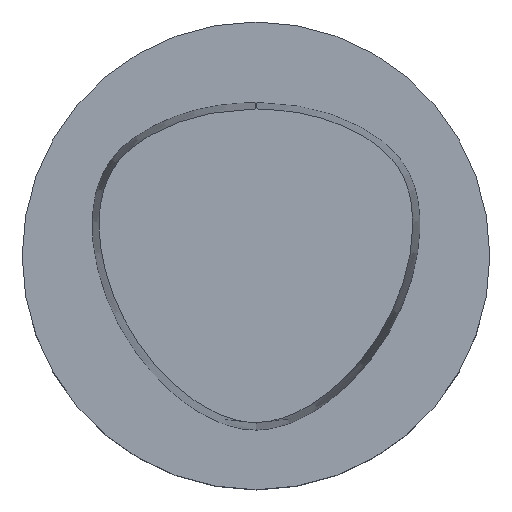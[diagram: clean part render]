
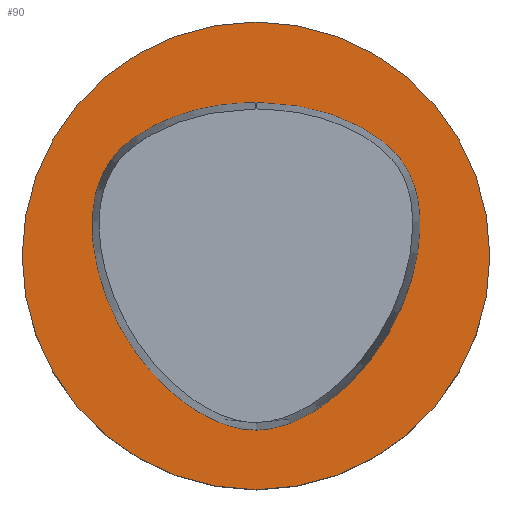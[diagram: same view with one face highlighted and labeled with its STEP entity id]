
A CAD part, top view. The second image highlights one B-rep face of the part: STEP entity #90.
In plain terms, the highlighted planar face has unit normal (0, 0, 1).
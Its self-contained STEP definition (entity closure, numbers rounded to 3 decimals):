
#90=ADVANCED_FACE('Unnamed[1]',(#217,#218),#219,.T.);
#94=EDGE_CURVE('Unnamed[1]',#206,#193,#224,.T.);
#101=EDGE_CURVE('Unnamed[1]',#234,#234,#235,.T.);
#123=EDGE_CURVE('Unnamed[1]',#269,#206,#270,.T.);
#161=EDGE_CURVE('Unnamed[1]',#193,#269,#324,.T.);
#193=VERTEX_POINT('',#351);
#206=VERTEX_POINT('',#369);
#217=FACE_BOUND('',#384,.T.);
#218=FACE_OUTER_BOUND('',#385,.T.);
#219=PLANE('',#386);
#224=CIRCLE('',#408,0.95);
#234=VERTEX_POINT('',#421);
#235=CIRCLE('',#422,31.5);
#269=VERTEX_POINT('',#531);
#270=B_SPLINE_CURVE_WITH_KNOTS('',3,(#532,#533,#534,#535,#536,#537,#538,#539,#540,#541,#542,#543,#544,#545,#546,#547,#548,#549),.UNSPECIFIED.,.F.,.F.,(4,1,1,1,1,1,1,1,1,2,1,1,1,1,4),(-6.615,-6.202,-5.788,-5.375,-4.961,-4.134,-3.308,-2.894,-2.481,-2.067,-1.654,-1.24,-0.827,-0.413,0.0),.UNSPECIFIED.);
#324=B_SPLINE_CURVE_WITH_KNOTS('',3,(#703,#704,#705,#706,#707,#708,#709,#710,#711,#712,#713,#714,#715,#716,#717,#718,#719),.UNSPECIFIED.,.F.,.F.,(4,1,1,1,1,1,1,1,1,1,1,1,1,1,4),(-13.23,-12.817,-12.403,-11.99,-11.576,-11.163,-10.956,-10.75,-10.336,-9.923,-9.096,-8.269,-7.442,-7.029,-6.615),.UNSPECIFIED.);
#351=CARTESIAN_POINT('',(0.045,20.677,0.));
#369=CARTESIAN_POINT('',(-0.045,20.677,0.));
#384=EDGE_LOOP('',(#759,#760,#761));
#385=EDGE_LOOP('',(#762));
#386=AXIS2_PLACEMENT_3D('',#763,#764,#765);
#408=AXIS2_PLACEMENT_3D('',#766,#767,#768);
#421=CARTESIAN_POINT('',(0.,31.5,0.));
#422=AXIS2_PLACEMENT_3D('',#778,#779,#780);
#531=CARTESIAN_POINT('',(0.044,-23.469,0.));
#532=CARTESIAN_POINT('',(0.044,-23.469,0.));
#533=CARTESIAN_POINT('',(-1.471,-23.477,0.));
#534=CARTESIAN_POINT('',(-4.439,-22.821,0.));
#535=CARTESIAN_POINT('',(-8.35,-20.8,0.));
#536=CARTESIAN_POINT('',(-11.745,-18.156,0.));
#537=CARTESIAN_POINT('',(-15.699,-14.041,0.));
#538=CARTESIAN_POINT('',(-19.535,-8.006,0.));
#539=CARTESIAN_POINT('',(-21.721,-1.161,0.0));
#540=CARTESIAN_POINT('',(-22.249,4.55,0.0));
#541=CARTESIAN_POINT('',(-21.665,9.002,0.0));
#542=CARTESIAN_POINT('',(-20.395,11.778,0.0));
#543=CARTESIAN_POINT('',(-18.593,14.198,0.0));
#544=CARTESIAN_POINT('',(-16.323,16.178,0.0));
#545=CARTESIAN_POINT('',(-12.508,18.252,0.));
#546=CARTESIAN_POINT('',(-8.468,19.679,0.));
#547=CARTESIAN_POINT('',(-4.23,20.488,0.));
#548=CARTESIAN_POINT('',(-1.423,20.613,0.));
#549=CARTESIAN_POINT('',(-0.045,20.677,0.));
#703=CARTESIAN_POINT('',(0.045,20.677,0.));
#704=CARTESIAN_POINT('',(1.424,20.61,0.));
#705=CARTESIAN_POINT('',(4.223,20.484,0.));
#706=CARTESIAN_POINT('',(8.472,19.689,0.));
#707=CARTESIAN_POINT('',(12.514,18.243,0.0));
#708=CARTESIAN_POINT('',(16.304,16.173,0.));
#709=CARTESIAN_POINT('',(19.145,13.704,0.));
#710=CARTESIAN_POINT('',(20.732,11.101,0.0));
#711=CARTESIAN_POINT('',(21.783,8.281,0.));
#712=CARTESIAN_POINT('',(22.226,4.609,0.0));
#713=CARTESIAN_POINT('',(21.744,-1.113,0.0));
#714=CARTESIAN_POINT('',(19.552,-7.954,0.0));
#715=CARTESIAN_POINT('',(14.957,-15.209,0.0));
#716=CARTESIAN_POINT('',(9.668,-20.083,0.));
#717=CARTESIAN_POINT('',(4.516,-22.795,0.));
#718=CARTESIAN_POINT('',(1.559,-23.461,0.));
#719=CARTESIAN_POINT('',(0.044,-23.469,0.));
#759=ORIENTED_EDGE('',*,*,#161,.T.);
#760=ORIENTED_EDGE('',*,*,#123,.T.);
#761=ORIENTED_EDGE('',*,*,#94,.T.);
#762=ORIENTED_EDGE('',*,*,#101,.F.);
#763=CARTESIAN_POINT('',(0.,15.75,0.));
#764=DIRECTION('',(0.,0.,1.0));
#765=DIRECTION('',(0.,-1.0,0.));
#766=CARTESIAN_POINT('',(-0.001,19.728,0.));
#767=DIRECTION('',(0.,0.,-1.0));
#768=DIRECTION('',(-0.046,0.999,0.));
#778=CARTESIAN_POINT('',(0.0,0.0,0.0));
#779=DIRECTION('',(0.,0.,-1.0));
#780=DIRECTION('',(0.,1.0,0.));
